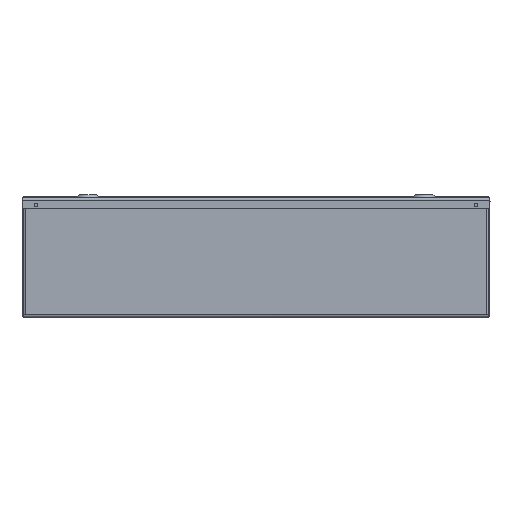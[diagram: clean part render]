
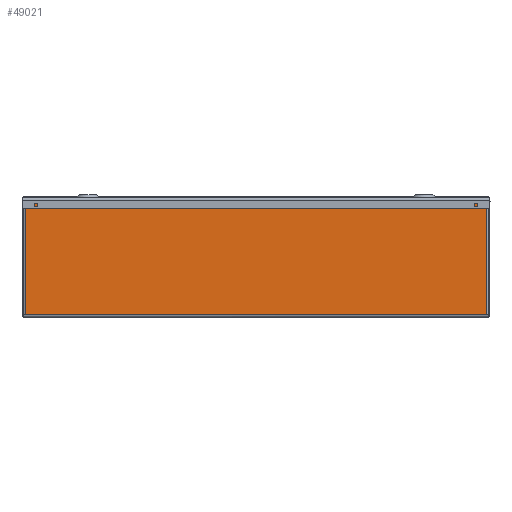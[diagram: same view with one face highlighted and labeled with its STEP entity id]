
A CAD part, front view. The second image highlights one B-rep face of the part: STEP entity #49021.
In plain terms, the highlighted planar face has unit normal (0, -1, 0).
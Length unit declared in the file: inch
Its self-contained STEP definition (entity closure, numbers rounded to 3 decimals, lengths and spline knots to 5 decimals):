
#1792 = CARTESIAN_POINT ( 'NONE',  ( -12., -4.5, 0.117 ) ) ;
#4325 = VECTOR ( 'NONE', #49157, 39.37008 ) ;
#4730 = CARTESIAN_POINT ( 'NONE',  ( 11.94, -4.5, 3.056 ) ) ;
#10666 = EDGE_CURVE ( 'NONE', #27112, #32179, #18968, .T. ) ;
#13281 = LINE ( 'NONE', #38433, #20029 ) ;
#15038 = ORIENTED_EDGE ( 'NONE', *, *, #27674, .T. ) ;
#18769 = LINE ( 'NONE', #4730, #4325 ) ;
#18968 = LINE ( 'NONE', #38572, #26231 ) ;
#19099 = PLANE ( 'NONE',  #63333 ) ;
#19417 = CARTESIAN_POINT ( 'NONE',  ( -12., -4.5, 0.112 ) ) ;
#19635 = CARTESIAN_POINT ( 'NONE',  ( -12., -4.5, 0.117 ) ) ;
#20029 = VECTOR ( 'NONE', #53138, 39.37008 ) ;
#20089 = CARTESIAN_POINT ( 'NONE',  ( -12., -4.5, 5.888 ) ) ;
#21284 = VECTOR ( 'NONE', #55335, 39.37008 ) ;
#22035 = LINE ( 'NONE', #1792, #43644 ) ;
#22141 = VERTEX_POINT ( 'NONE', #34006 ) ;
#24005 = VERTEX_POINT ( 'NONE', #50938 ) ;
#26231 = VECTOR ( 'NONE', #57831, 39.37008 ) ;
#26289 = DIRECTION ( 'NONE',  ( -1., 0., 0. ) ) ;
#27112 = VERTEX_POINT ( 'NONE', #57757 ) ;
#27539 = ORIENTED_EDGE ( 'NONE', *, *, #10666, .T. ) ;
#27641 = VECTOR ( 'NONE', #44138, 39.37008 ) ;
#27674 = EDGE_CURVE ( 'NONE', #52997, #63444, #64371, .T. ) ;
#28421 = ORIENTED_EDGE ( 'NONE', *, *, #33784, .F. ) ;
#28843 = CARTESIAN_POINT ( 'NONE',  ( 11.94, -4.5, 0.117 ) ) ;
#30245 = ORIENTED_EDGE ( 'NONE', *, *, #50136, .T. ) ;
#31315 = VERTEX_POINT ( 'NONE', #46400 ) ;
#32179 = VERTEX_POINT ( 'NONE', #60753 ) ;
#32282 = VERTEX_POINT ( 'NONE', #32303 ) ;
#32303 = CARTESIAN_POINT ( 'NONE',  ( 11.94, -4.5, 0.112 ) ) ;
#32654 = ORIENTED_EDGE ( 'NONE', *, *, #60230, .T. ) ;
#33136 = DIRECTION ( 'NONE',  ( 0., 0., -1. ) ) ;
#33784 = EDGE_CURVE ( 'NONE', #52997, #32282, #18769, .T. ) ;
#34006 = CARTESIAN_POINT ( 'NONE',  ( -11.94, -4.5, 0.117 ) ) ;
#34429 = DIRECTION ( 'NONE',  ( -1., 0., 0. ) ) ;
#35525 = EDGE_CURVE ( 'NONE', #22141, #31315, #13281, .T. ) ;
#38433 = CARTESIAN_POINT ( 'NONE',  ( -11.94, -4.5, 0. ) ) ;
#38572 = CARTESIAN_POINT ( 'NONE',  ( -11.828, -4.5, 0. ) ) ;
#39015 = FACE_OUTER_BOUND ( 'NONE', #44040, .T. ) ;
#39783 = ORIENTED_EDGE ( 'NONE', *, *, #35525, .T. ) ;
#41478 = VECTOR ( 'NONE', #34429, 39.37008 ) ;
#43459 = EDGE_CURVE ( 'NONE', #24005, #27112, #45872, .T. ) ;
#43598 = CARTESIAN_POINT ( 'NONE',  ( 11.828, -4.5, 0.117 ) ) ;
#43644 = VECTOR ( 'NONE', #26289, 39.37008 ) ;
#43891 = ORIENTED_EDGE ( 'NONE', *, *, #49329, .F. ) ;
#44040 = EDGE_LOOP ( 'NONE', ( #15038, #30245, #54780, #27539, #32654, #39783, #43891, #28421 ) ) ;
#44138 = DIRECTION ( 'NONE',  ( -1., 0., 0. ) ) ;
#45208 = LINE ( 'NONE', #19417, #41478 ) ;
#45872 = LINE ( 'NONE', #20089, #21284 ) ;
#46400 = CARTESIAN_POINT ( 'NONE',  ( -11.94, -4.5, 0.112 ) ) ;
#49021 = ADVANCED_FACE ( 'NONE', ( #39015 ), #19099, .T. ) ;
#49157 = DIRECTION ( 'NONE',  ( 0., 0., -1. ) ) ;
#49329 = EDGE_CURVE ( 'NONE', #32282, #31315, #45208, .T. ) ;
#50136 = EDGE_CURVE ( 'NONE', #63444, #24005, #59828, .T. ) ;
#50938 = CARTESIAN_POINT ( 'NONE',  ( 11.828, -4.5, 5.888 ) ) ;
#52746 = DIRECTION ( 'NONE',  ( 0., -1., 0. ) ) ;
#52997 = VERTEX_POINT ( 'NONE', #28843 ) ;
#53138 = DIRECTION ( 'NONE',  ( 0., 0., -1. ) ) ;
#54296 = DIRECTION ( 'NONE',  ( 0., 0., 1. ) ) ;
#54780 = ORIENTED_EDGE ( 'NONE', *, *, #43459, .T. ) ;
#55335 = DIRECTION ( 'NONE',  ( -1., 0., 0. ) ) ;
#57757 = CARTESIAN_POINT ( 'NONE',  ( -11.828, -4.5, 5.888 ) ) ;
#57831 = DIRECTION ( 'NONE',  ( 0., 0., -1. ) ) ;
#58288 = CARTESIAN_POINT ( 'NONE',  ( -12., -4.5, 0. ) ) ;
#59190 = CARTESIAN_POINT ( 'NONE',  ( 11.828, -4.5, 0. ) ) ;
#59828 = LINE ( 'NONE', #59190, #61721 ) ;
#60230 = EDGE_CURVE ( 'NONE', #32179, #22141, #22035, .T. ) ;
#60753 = CARTESIAN_POINT ( 'NONE',  ( -11.828, -4.5, 0.117 ) ) ;
#61721 = VECTOR ( 'NONE', #54296, 39.37008 ) ;
#63333 = AXIS2_PLACEMENT_3D ( 'NONE', #58288, #52746, #33136 ) ;
#63444 = VERTEX_POINT ( 'NONE', #43598 ) ;
#64371 = LINE ( 'NONE', #19635, #27641 ) ;
